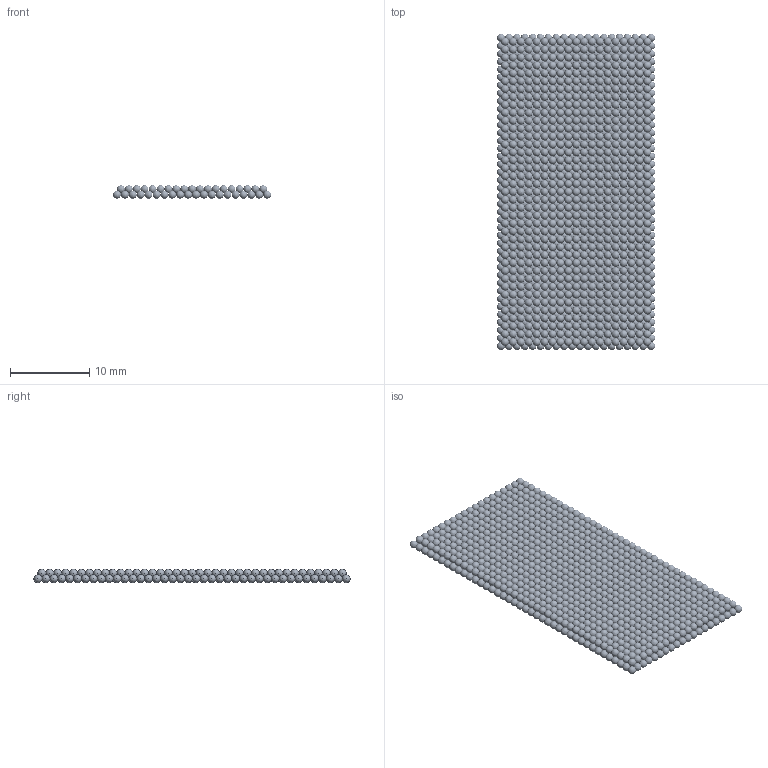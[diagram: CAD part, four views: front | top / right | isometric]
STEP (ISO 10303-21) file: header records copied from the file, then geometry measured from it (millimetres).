
FILE_DESCRIPTION (( 'STEP AP214' ), '1' );
FILE_NAME ('packed_bed.STEP', '2025-07-18T10:25:36', ( '' ), ( '' ), 'SwSTEP 2.0', 'SolidWorks 2025', '' );
FILE_SCHEMA (( 'AUTOMOTIVE_DESIGN' ));
Length unit declared in the file: millimetre
Products named in the file (2): sphere; packed_bed
Assembly tree (1541 placements, depth 2):
  packed_bed
    sphere  x1541
Bounding box: 20 x 40 x 1.71 mm (x, y, z)
Volume: 806.9 mm3; surface area: 4841.2 mm2
Topology: 1541 solids, 1541 shells, 3082 faces, 10787 edges, 7705 vertices
Faces by surface type: sphere 3082
Entity records: 12419 total; most frequent: DIRECTION 3096, CARTESIAN_POINT 1550, AXIS2_PLACEMENT_3D 1548, PRODUCT_DEFINITION_SHAPE 1543, CONTEXT_DEPENDENT_SHAPE_REPRESENTATION 1541, ITEM_DEFINED_TRANSFORMATION 1541, NEXT_ASSEMBLY_USAGE_OCCURRENCE 1541, ORIENTED_EDGE 4
